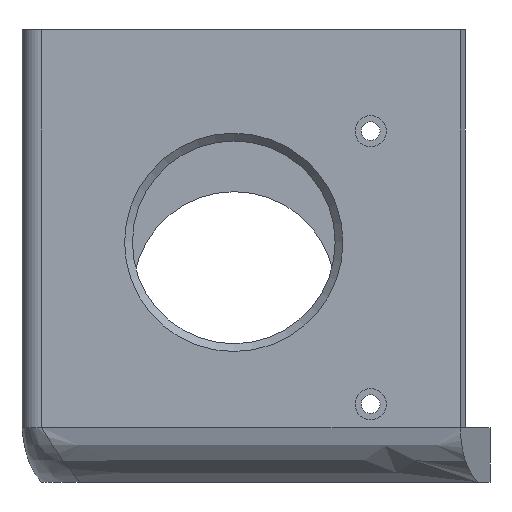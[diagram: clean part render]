
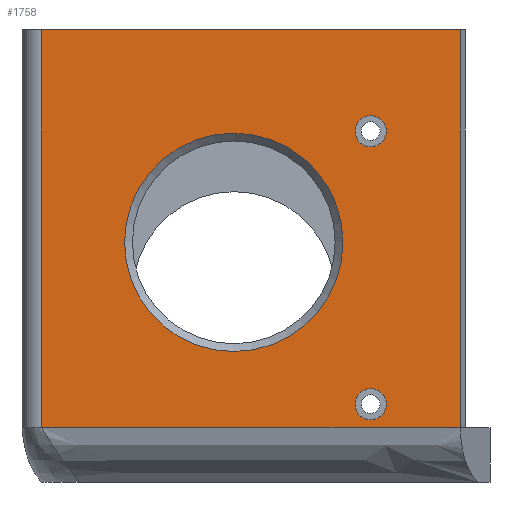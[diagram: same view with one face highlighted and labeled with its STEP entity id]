
A CAD part, left-side view. The second image highlights one B-rep face of the part: STEP entity #1758.
In plain terms, the highlighted planar face has unit normal (-1, 0, 0).
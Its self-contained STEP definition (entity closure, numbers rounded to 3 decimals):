
#598 = VERTEX_POINT('',#599);
#599 = CARTESIAN_POINT('',(-27.5,27.5,7.));
#700 = VERTEX_POINT('',#701);
#701 = CARTESIAN_POINT('',(-27.5,-26.182,7.));
#707 = EDGE_CURVE('',#598,#700,#708,.T.);
#708 = LINE('',#709,#710);
#709 = CARTESIAN_POINT('',(-27.5,27.5,7.));
#710 = VECTOR('',#711,1.);
#711 = DIRECTION('',(0.,-1.,0.));
#1683 = VERTEX_POINT('',#1684);
#1684 = CARTESIAN_POINT('',(-27.5,27.5,58.));
#1691 = EDGE_CURVE('',#598,#1683,#1692,.T.);
#1692 = LINE('',#1693,#1694);
#1693 = CARTESIAN_POINT('',(-27.5,27.5,7.));
#1694 = VECTOR('',#1695,1.);
#1695 = DIRECTION('',(0.,0.,1.));
#1758 = ADVANCED_FACE('',(#1759,#1777,#1788,#1799),#1810,.F.);
#1759 = FACE_BOUND('',#1760,.F.);
#1760 = EDGE_LOOP('',(#1761,#1762,#1770,#1776));
#1761 = ORIENTED_EDGE('',*,*,#1691,.T.);
#1762 = ORIENTED_EDGE('',*,*,#1763,.T.);
#1763 = EDGE_CURVE('',#1683,#1764,#1766,.T.);
#1764 = VERTEX_POINT('',#1765);
#1765 = CARTESIAN_POINT('',(-27.5,-26.182,58.));
#1766 = LINE('',#1767,#1768);
#1767 = CARTESIAN_POINT('',(-27.5,27.5,58.));
#1768 = VECTOR('',#1769,1.);
#1769 = DIRECTION('',(0.,-1.,0.));
#1770 = ORIENTED_EDGE('',*,*,#1771,.F.);
#1771 = EDGE_CURVE('',#700,#1764,#1772,.T.);
#1772 = LINE('',#1773,#1774);
#1773 = CARTESIAN_POINT('',(-27.5,-26.182,7.));
#1774 = VECTOR('',#1775,1.);
#1775 = DIRECTION('',(0.,0.,1.));
#1776 = ORIENTED_EDGE('',*,*,#707,.F.);
#1777 = FACE_BOUND('',#1778,.F.);
#1778 = EDGE_LOOP('',(#1779));
#1779 = ORIENTED_EDGE('',*,*,#1780,.T.);
#1780 = EDGE_CURVE('',#1781,#1781,#1783,.T.);
#1781 = VERTEX_POINT('',#1782);
#1782 = CARTESIAN_POINT('',(-27.5,-11.15,30.75));
#1783 = CIRCLE('',#1784,14.);
#1784 = AXIS2_PLACEMENT_3D('',#1785,#1786,#1787);
#1785 = CARTESIAN_POINT('',(-27.5,2.85,30.75));
#1786 = DIRECTION('',(-1.,0.,0.));
#1787 = DIRECTION('',(0.,-1.,0.));
#1788 = FACE_BOUND('',#1789,.F.);
#1789 = EDGE_LOOP('',(#1790));
#1790 = ORIENTED_EDGE('',*,*,#1791,.T.);
#1791 = EDGE_CURVE('',#1792,#1792,#1794,.T.);
#1792 = VERTEX_POINT('',#1793);
#1793 = CARTESIAN_POINT('',(-27.5,-14.7,47.));
#1794 = CIRCLE('',#1795,2.);
#1795 = AXIS2_PLACEMENT_3D('',#1796,#1797,#1798);
#1796 = CARTESIAN_POINT('',(-27.5,-14.7,45.));
#1797 = DIRECTION('',(-1.,0.,0.));
#1798 = DIRECTION('',(0.,0.,1.));
#1799 = FACE_BOUND('',#1800,.F.);
#1800 = EDGE_LOOP('',(#1801));
#1801 = ORIENTED_EDGE('',*,*,#1802,.T.);
#1802 = EDGE_CURVE('',#1803,#1803,#1805,.T.);
#1803 = VERTEX_POINT('',#1804);
#1804 = CARTESIAN_POINT('',(-27.5,-14.7,12.));
#1805 = CIRCLE('',#1806,2.);
#1806 = AXIS2_PLACEMENT_3D('',#1807,#1808,#1809);
#1807 = CARTESIAN_POINT('',(-27.5,-14.7,10.));
#1808 = DIRECTION('',(-1.,0.,0.));
#1809 = DIRECTION('',(0.,0.,1.));
#1810 = PLANE('',#1811);
#1811 = AXIS2_PLACEMENT_3D('',#1812,#1813,#1814);
#1812 = CARTESIAN_POINT('',(-27.5,27.5,7.));
#1813 = DIRECTION('',(1.,0.,0.));
#1814 = DIRECTION('',(0.,-1.,0.));
